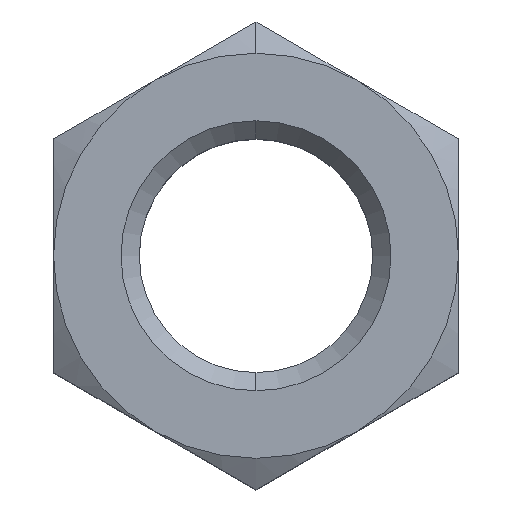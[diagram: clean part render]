
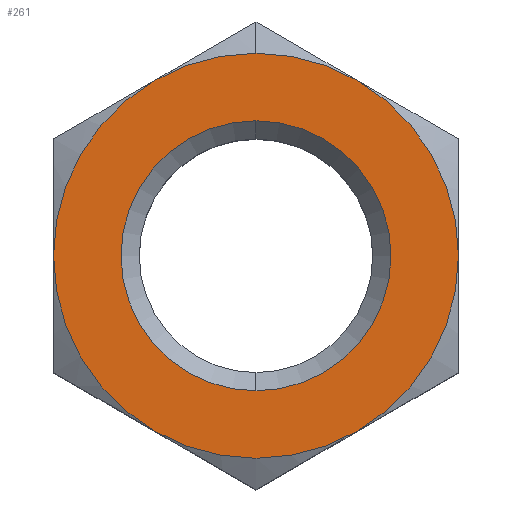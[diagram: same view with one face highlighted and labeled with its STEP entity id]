
A CAD part, top view. The second image highlights one B-rep face of the part: STEP entity #261.
In plain terms, the highlighted planar face has unit normal (0, 0, 1).
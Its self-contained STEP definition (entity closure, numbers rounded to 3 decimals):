
#17 = VERTEX_POINT ( 'NONE', #703 ) ;
#35 = ORIENTED_EDGE ( 'NONE', *, *, #343, .T. ) ;
#36 = CIRCLE ( 'NONE', #176, 18. ) ;
#46 = CARTESIAN_POINT ( 'NONE',  ( -9., -15.588, 0. ) ) ;
#53 = CARTESIAN_POINT ( 'NONE',  ( 0., 18., 0. ) ) ;
#71 = DIRECTION ( 'NONE',  ( 1., 0., 0. ) ) ;
#101 = CARTESIAN_POINT ( 'NONE',  ( 0., 0., 0. ) ) ;
#104 = EDGE_CURVE ( 'NONE', #918, #589, #958, .T. ) ;
#134 = CARTESIAN_POINT ( 'NONE',  ( -9., 15.588, 0. ) ) ;
#142 = ORIENTED_EDGE ( 'NONE', *, *, #161, .F. ) ;
#150 = DIRECTION ( 'NONE',  ( 0., 0., -1. ) ) ;
#152 = DIRECTION ( 'NONE',  ( 0., 0., 1. ) ) ;
#161 = EDGE_CURVE ( 'NONE', #535, #17, #175, .T. ) ;
#162 = CIRCLE ( 'NONE', #713, 18. ) ;
#163 = CIRCLE ( 'NONE', #846, 18. ) ;
#166 = VERTEX_POINT ( 'NONE', #281 ) ;
#172 = DIRECTION ( 'NONE',  ( 1., 0., 0. ) ) ;
#175 = CIRCLE ( 'NONE', #750, 18. ) ;
#176 = AXIS2_PLACEMENT_3D ( 'NONE', #647, #962, #734 ) ;
#196 = CARTESIAN_POINT ( 'NONE',  ( 0., 0., 0. ) ) ;
#200 = DIRECTION ( 'NONE',  ( 1., 0., 0. ) ) ;
#210 = ORIENTED_EDGE ( 'NONE', *, *, #613, .F. ) ;
#212 = DIRECTION ( 'NONE',  ( 1., 0., 0. ) ) ;
#214 = ORIENTED_EDGE ( 'NONE', *, *, #663, .F. ) ;
#237 = CIRCLE ( 'NONE', #262, 18. ) ;
#249 = CARTESIAN_POINT ( 'NONE',  ( 0., 0., 0. ) ) ;
#261 = ADVANCED_FACE ( 'NONE', ( #448, #377 ), #830, .T. ) ;
#262 = AXIS2_PLACEMENT_3D ( 'NONE', #290, #150, #679 ) ;
#281 = CARTESIAN_POINT ( 'NONE',  ( 0., 12., 0. ) ) ;
#290 = CARTESIAN_POINT ( 'NONE',  ( 0., 0., 0. ) ) ;
#300 = CARTESIAN_POINT ( 'NONE',  ( 0., 0., 0. ) ) ;
#340 = VERTEX_POINT ( 'NONE', #711 ) ;
#343 = EDGE_CURVE ( 'NONE', #340, #166, #783, .T. ) ;
#352 = AXIS2_PLACEMENT_3D ( 'NONE', #708, #857, #487 ) ;
#356 = VERTEX_POINT ( 'NONE', #474 ) ;
#374 = ORIENTED_EDGE ( 'NONE', *, *, #378, .F. ) ;
#377 = FACE_OUTER_BOUND ( 'NONE', #391, .T. ) ;
#378 = EDGE_CURVE ( 'NONE', #17, #918, #162, .T. ) ;
#383 = EDGE_LOOP ( 'NONE', ( #35, #562 ) ) ;
#391 = EDGE_LOOP ( 'NONE', ( #142, #506, #214, #419, #210, #841, #374 ) ) ;
#399 = CIRCLE ( 'NONE', #445, 18. ) ;
#407 = CARTESIAN_POINT ( 'NONE',  ( 0., 0., 0. ) ) ;
#410 = DIRECTION ( 'NONE',  ( 0., 0., -1. ) ) ;
#419 = ORIENTED_EDGE ( 'NONE', *, *, #822, .F. ) ;
#433 = EDGE_CURVE ( 'NONE', #166, #340, #620, .T. ) ;
#441 = CARTESIAN_POINT ( 'NONE',  ( 18., 0., 0. ) ) ;
#445 = AXIS2_PLACEMENT_3D ( 'NONE', #101, #410, #707 ) ;
#448 = FACE_BOUND ( 'NONE', #383, .T. ) ;
#474 = CARTESIAN_POINT ( 'NONE',  ( 9., 15.588, 0. ) ) ;
#487 = DIRECTION ( 'NONE',  ( 0., 1., 0. ) ) ;
#506 = ORIENTED_EDGE ( 'NONE', *, *, #519, .F. ) ;
#513 = DIRECTION ( 'NONE',  ( 0., 0., -1. ) ) ;
#514 = VERTEX_POINT ( 'NONE', #134 ) ;
#519 = EDGE_CURVE ( 'NONE', #356, #535, #36, .T. ) ;
#535 = VERTEX_POINT ( 'NONE', #441 ) ;
#552 = AXIS2_PLACEMENT_3D ( 'NONE', #883, #957, #200 ) ;
#562 = ORIENTED_EDGE ( 'NONE', *, *, #433, .T. ) ;
#584 = AXIS2_PLACEMENT_3D ( 'NONE', #249, #612, #922 ) ;
#589 = VERTEX_POINT ( 'NONE', #833 ) ;
#592 = CARTESIAN_POINT ( 'NONE',  ( -36., 0., 0. ) ) ;
#599 = DIRECTION ( 'NONE',  ( 0., 0., -1. ) ) ;
#612 = DIRECTION ( 'NONE',  ( 0., 0., -1. ) ) ;
#613 = EDGE_CURVE ( 'NONE', #589, #514, #163, .T. ) ;
#620 = CIRCLE ( 'NONE', #352, 12. ) ;
#642 = DIRECTION ( 'NONE',  ( 1., 0., 0. ) ) ;
#647 = CARTESIAN_POINT ( 'NONE',  ( 0., 0., 0. ) ) ;
#663 = EDGE_CURVE ( 'NONE', #924, #356, #237, .T. ) ;
#679 = DIRECTION ( 'NONE',  ( 1., 0., 0. ) ) ;
#703 = CARTESIAN_POINT ( 'NONE',  ( 9., -15.588, 0. ) ) ;
#707 = DIRECTION ( 'NONE',  ( 1., 0., 0. ) ) ;
#708 = CARTESIAN_POINT ( 'NONE',  ( 0., 0., 0. ) ) ;
#711 = CARTESIAN_POINT ( 'NONE',  ( 0., -12., 0. ) ) ;
#713 = AXIS2_PLACEMENT_3D ( 'NONE', #407, #935, #172 ) ;
#731 = AXIS2_PLACEMENT_3D ( 'NONE', #592, #152, #71 ) ;
#734 = DIRECTION ( 'NONE',  ( 0., 1., 0. ) ) ;
#750 = AXIS2_PLACEMENT_3D ( 'NONE', #196, #513, #642 ) ;
#783 = CIRCLE ( 'NONE', #584, 12. ) ;
#822 = EDGE_CURVE ( 'NONE', #514, #924, #399, .T. ) ;
#830 = PLANE ( 'NONE',  #731 ) ;
#833 = CARTESIAN_POINT ( 'NONE',  ( -18., 0., 0. ) ) ;
#841 = ORIENTED_EDGE ( 'NONE', *, *, #104, .F. ) ;
#846 = AXIS2_PLACEMENT_3D ( 'NONE', #300, #599, #212 ) ;
#857 = DIRECTION ( 'NONE',  ( 0., 0., -1. ) ) ;
#883 = CARTESIAN_POINT ( 'NONE',  ( 0., 0., 0. ) ) ;
#918 = VERTEX_POINT ( 'NONE', #46 ) ;
#922 = DIRECTION ( 'NONE',  ( 0., 1., 0. ) ) ;
#924 = VERTEX_POINT ( 'NONE', #53 ) ;
#935 = DIRECTION ( 'NONE',  ( 0., 0., -1. ) ) ;
#957 = DIRECTION ( 'NONE',  ( 0., 0., -1. ) ) ;
#958 = CIRCLE ( 'NONE', #552, 18. ) ;
#962 = DIRECTION ( 'NONE',  ( 0., 0., -1. ) ) ;
